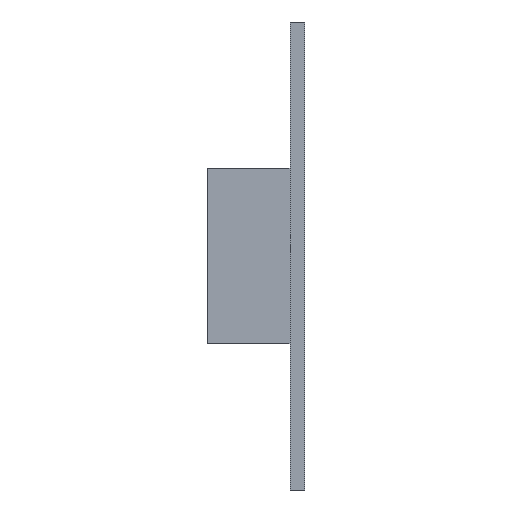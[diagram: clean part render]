
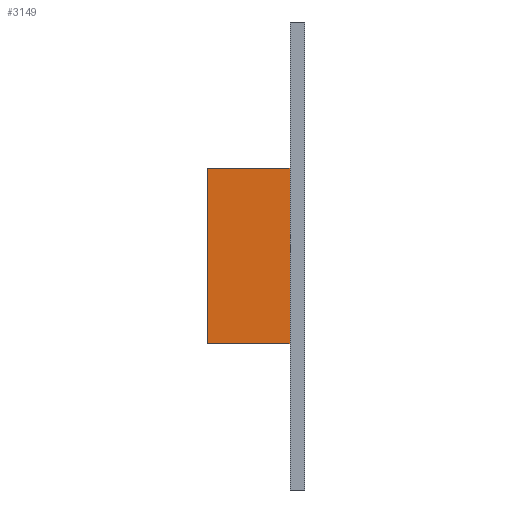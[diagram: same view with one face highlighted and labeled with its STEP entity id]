
A CAD part, left-side view. The second image highlights one B-rep face of the part: STEP entity #3149.
In plain terms, the highlighted planar face has unit normal (-1, 0, 0).
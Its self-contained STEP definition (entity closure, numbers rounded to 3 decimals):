
#15 = CARTESIAN_POINT ( 'NONE',  ( 16., 6.65, -6. ) ) ;
#43 = EDGE_LOOP ( 'NONE', ( #521, #3440, #247, #537 ) ) ;
#109 = CARTESIAN_POINT ( 'NONE',  ( 16., 1., -6. ) ) ;
#247 = ORIENTED_EDGE ( 'NONE', *, *, #1135, .T. ) ;
#354 = VECTOR ( 'NONE', #2302, 1000. ) ;
#358 = VECTOR ( 'NONE', #434, 1000. ) ;
#425 = FACE_OUTER_BOUND ( 'NONE', #43, .T. ) ;
#434 = DIRECTION ( 'NONE',  ( 0., -1., 0. ) ) ;
#456 = LINE ( 'NONE', #1207, #3311 ) ;
#470 = LINE ( 'NONE', #1546, #358 ) ;
#521 = ORIENTED_EDGE ( 'NONE', *, *, #1252, .F. ) ;
#537 = ORIENTED_EDGE ( 'NONE', *, *, #2715, .T. ) ;
#552 = DIRECTION ( 'NONE',  ( 0., 0., -1. ) ) ;
#760 = EDGE_CURVE ( 'NONE', #4533, #1486, #456, .T. ) ;
#967 = LINE ( 'NONE', #2661, #3166 ) ;
#1135 = EDGE_CURVE ( 'NONE', #1486, #1689, #470, .T. ) ;
#1197 = CARTESIAN_POINT ( 'NONE',  ( 16., 1., -6. ) ) ;
#1207 = CARTESIAN_POINT ( 'NONE',  ( 16., 6.65, -6. ) ) ;
#1252 = EDGE_CURVE ( 'NONE', #4533, #1333, #967, .T. ) ;
#1272 = CARTESIAN_POINT ( 'NONE',  ( 16., 6.65, 6. ) ) ;
#1284 = AXIS2_PLACEMENT_3D ( 'NONE', #1474, #4307, #552 ) ;
#1333 = VERTEX_POINT ( 'NONE', #2332 ) ;
#1474 = CARTESIAN_POINT ( 'NONE',  ( 16., 26.716, -6. ) ) ;
#1486 = VERTEX_POINT ( 'NONE', #15 ) ;
#1546 = CARTESIAN_POINT ( 'NONE',  ( 16., 26.716, -6. ) ) ;
#1590 = DIRECTION ( 'NONE',  ( 0., -1., 0. ) ) ;
#1689 = VERTEX_POINT ( 'NONE', #1197 ) ;
#1818 = PLANE ( 'NONE',  #1284 ) ;
#2240 = DIRECTION ( 'NONE',  ( 0., 0., -1. ) ) ;
#2302 = DIRECTION ( 'NONE',  ( 0., 0., 1. ) ) ;
#2332 = CARTESIAN_POINT ( 'NONE',  ( 16., 1., 6. ) ) ;
#2661 = CARTESIAN_POINT ( 'NONE',  ( 16., 26.716, 6. ) ) ;
#2715 = EDGE_CURVE ( 'NONE', #1689, #1333, #3617, .T. ) ;
#3149 = ADVANCED_FACE ( 'NONE', ( #425 ), #1818, .F. ) ;
#3166 = VECTOR ( 'NONE', #1590, 1000. ) ;
#3311 = VECTOR ( 'NONE', #2240, 1000. ) ;
#3440 = ORIENTED_EDGE ( 'NONE', *, *, #760, .T. ) ;
#3617 = LINE ( 'NONE', #109, #354 ) ;
#4307 = DIRECTION ( 'NONE',  ( 1., 0., 0. ) ) ;
#4533 = VERTEX_POINT ( 'NONE', #1272 ) ;
